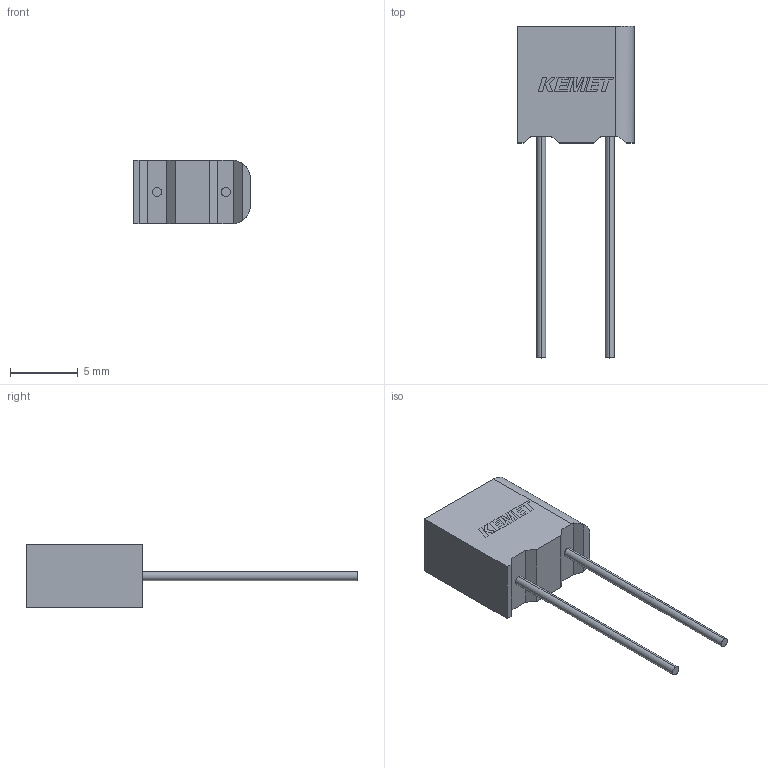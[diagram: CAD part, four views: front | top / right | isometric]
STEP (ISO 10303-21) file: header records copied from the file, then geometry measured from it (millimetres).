
FILE_DESCRIPTION (( 'STEP AP214' ), '1' );
FILE_NAME ('CTR_T330CD_W8.64H8.64T4.7S5.08LL15.88F0.67E1.82G0.51.STEP', '2017-12-05T16:41:06', ( '' ), ( '' ), 'SwSTEP 2.0', 'SolidWorks 2014', '' );
FILE_SCHEMA (( 'AUTOMOTIVE_DESIGN' ));
Length unit declared in the file: millimetre
Products named in the file (1): CTR_T330CD_W8.64H8.64T4.7S5.08LL15.88F0.67E1.82G0.51
Bounding box: 8.64 x 24.52 x 4.71 mm (x, y, z)
Volume: 345.9 mm3; surface area: 375.4 mm2
Topology: 4 solids, 4 shells, 79 faces, 207 edges, 138 vertices
Faces by surface type: plane 73, cylinder 6
Entity records: 3325 total; most frequent: CARTESIAN_POINT 431, ORIENTED_EDGE 414, DIRECTION 379, EDGE_CURVE 207, VECTOR 191, LINE 191, VERTEX_POINT 138, AXIS2_PLACEMENT_3D 94
